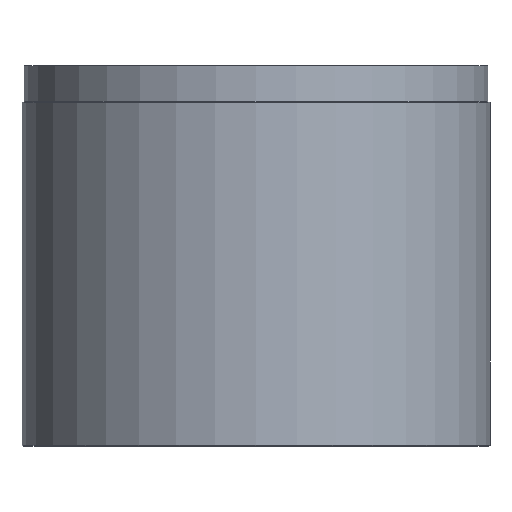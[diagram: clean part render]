
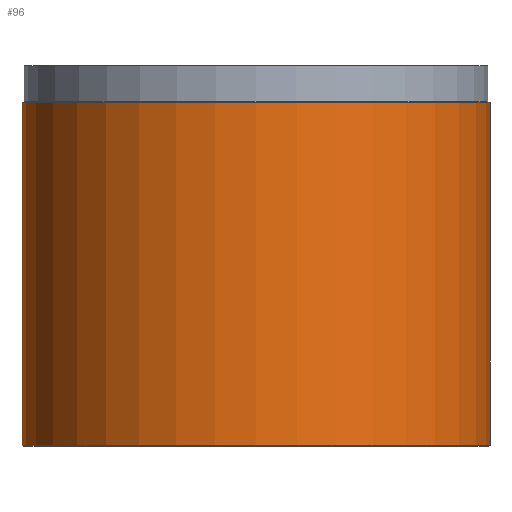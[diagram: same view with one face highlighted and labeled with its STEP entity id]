
A CAD part, front view. The second image highlights one B-rep face of the part: STEP entity #96.
In plain terms, the highlighted cylindrical face has radius 161.671 mm (diameter 323.342 mm), a full revolution.
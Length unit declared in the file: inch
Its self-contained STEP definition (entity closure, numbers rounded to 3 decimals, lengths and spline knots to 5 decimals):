
#19=CYLINDRICAL_SURFACE('',#114,6.365);
#23=FACE_BOUND('',#41,.T.);
#31=FACE_OUTER_BOUND('',#40,.T.);
#40=EDGE_LOOP('',(#80));
#41=EDGE_LOOP('',(#81));
#54=CIRCLE('',#112,6.365);
#56=CIRCLE('',#115,6.365);
#62=VERTEX_POINT('',#163);
#64=VERTEX_POINT('',#168);
#70=EDGE_CURVE('',#62,#62,#54,.T.);
#72=EDGE_CURVE('',#64,#64,#56,.T.);
#80=ORIENTED_EDGE('',*,*,#72,.T.);
#81=ORIENTED_EDGE('',*,*,#70,.F.);
#96=ADVANCED_FACE('',(#31,#23),#19,.T.);
#112=AXIS2_PLACEMENT_3D('',#164,#131,#132);
#114=AXIS2_PLACEMENT_3D('',#167,#135,#136);
#115=AXIS2_PLACEMENT_3D('',#169,#137,#138);
#131=DIRECTION('center_axis',(0.,0.,-1.));
#132=DIRECTION('ref_axis',(-1.,0.,0.));
#135=DIRECTION('center_axis',(0.,0.,1.));
#136=DIRECTION('ref_axis',(-1.,0.,0.));
#137=DIRECTION('center_axis',(0.,0.,-1.));
#138=DIRECTION('ref_axis',(-1.,0.,0.));
#163=CARTESIAN_POINT('',(6.365,0.,0.03125));
#164=CARTESIAN_POINT('Origin',(0.,0.,0.03125));
#167=CARTESIAN_POINT('Origin',(0.,0.,0.));
#168=CARTESIAN_POINT('',(6.365,0.,9.35433));
#169=CARTESIAN_POINT('Origin',(0.,0.,9.35433));
